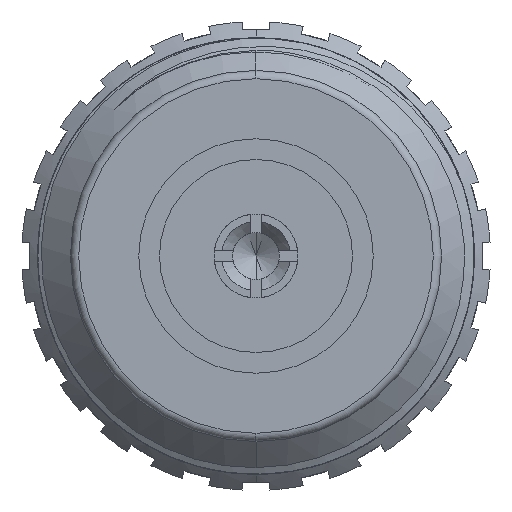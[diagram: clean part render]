
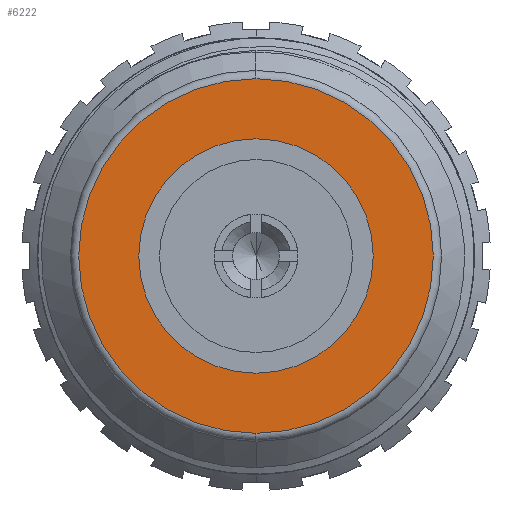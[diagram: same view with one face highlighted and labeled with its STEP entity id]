
A CAD part, left-side view. The second image highlights one B-rep face of the part: STEP entity #6222.
In plain terms, the highlighted planar face has unit normal (-1, 0, 0).
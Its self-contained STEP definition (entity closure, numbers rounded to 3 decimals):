
#2406=CARTESIAN_POINT('',(-14.95,0.,0.));
#2407=DIRECTION('',(-1.,0.,0.));
#2408=DIRECTION('',(0.,0.,-1.));
#2409=AXIS2_PLACEMENT_3D('',#2406,#2407,#2408);
#2411=CARTESIAN_POINT('',(-14.95,0.,0.));
#2412=DIRECTION('',(-1.,0.,0.));
#2413=DIRECTION('',(0.,0.,1.));
#2414=AXIS2_PLACEMENT_3D('',#2411,#2412,#2413);
#2416=CARTESIAN_POINT('',(-14.95,0.,0.));
#2417=DIRECTION('',(-1.,0.,0.));
#2418=DIRECTION('',(0.,1.,0.));
#2419=AXIS2_PLACEMENT_3D('',#2416,#2417,#2418);
#2421=CARTESIAN_POINT('',(-14.95,0.,0.));
#2422=DIRECTION('',(-1.,0.,0.));
#2423=DIRECTION('',(0.,-1.,0.));
#2424=AXIS2_PLACEMENT_3D('',#2421,#2422,#2423);
#3344=CARTESIAN_POINT('',(-14.95,0.,-6.43));
#3345=CARTESIAN_POINT('',(-14.95,0.,6.43));
#3346=VERTEX_POINT('',#3344);
#3347=VERTEX_POINT('',#3345);
#3352=CARTESIAN_POINT('',(-14.95,4.25,0.));
#3353=CARTESIAN_POINT('',(-14.95,-4.25,0.));
#3354=VERTEX_POINT('',#3352);
#3355=VERTEX_POINT('',#3353);
#6206=CARTESIAN_POINT('',(-14.95,0.,0.));
#6207=DIRECTION('',(1.,0.,0.));
#6208=DIRECTION('',(0.,0.,1.));
#6209=AXIS2_PLACEMENT_3D('',#6206,#6207,#6208);
#6210=PLANE('',#6209);
#6211=ORIENTED_EDGE('',*,*,#6196,.F.);
#6213=ORIENTED_EDGE('',*,*,#6212,.F.);
#6214=EDGE_LOOP('',(#6211,#6213));
#6215=FACE_OUTER_BOUND('',#6214,.F.);
#6217=ORIENTED_EDGE('',*,*,#6216,.T.);
#6219=ORIENTED_EDGE('',*,*,#6218,.T.);
#6220=EDGE_LOOP('',(#6217,#6219));
#6221=FACE_BOUND('',#6220,.F.);
#2410=CIRCLE('',#2409,6.43);
#2415=CIRCLE('',#2414,6.43);
#2420=CIRCLE('',#2419,4.25);
#2425=CIRCLE('',#2424,4.25);
#6196=EDGE_CURVE('',#3346,#3347,#2410,.T.);
#6212=EDGE_CURVE('',#3347,#3346,#2415,.T.);
#6216=EDGE_CURVE('',#3354,#3355,#2420,.T.);
#6218=EDGE_CURVE('',#3355,#3354,#2425,.T.);
#6222=ADVANCED_FACE('',(#6215,#6221),#6210,.F.);
